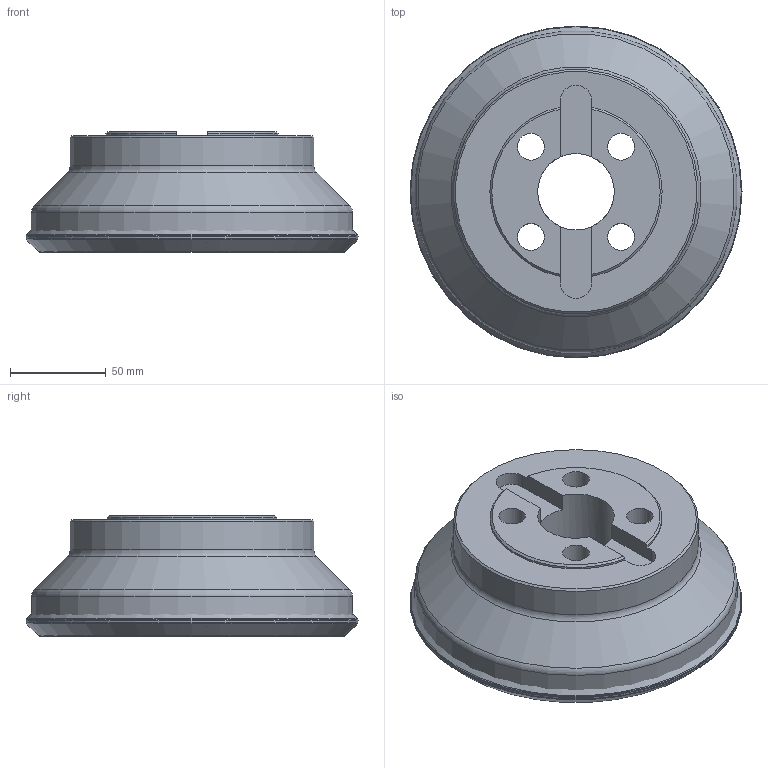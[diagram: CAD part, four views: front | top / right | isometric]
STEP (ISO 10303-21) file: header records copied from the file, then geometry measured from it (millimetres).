
FILE_DESCRIPTION(/* description */ (''),/* implementation_level */ '2;1');
FILE_NAME(/* name */ '160C10R_S45SN12Z_115009138ndi000_00_SIM.stp',/* time_stamp */ '2020-01-17T08:23:00+01:00',/* author */ (''),/* organization */ (''),/* preprocessor_version */ 'ST-DEVELOPER v16.7',/* originating_system */ 'SIEMENS PLM Software NX 12.0',/* authorisation */ '');
FILE_SCHEMA (('AUTOMOTIVE_DESIGN { 1 0 10303 214 3 1 1 1 }'));
Length unit declared in the file: millimetre
Products named in the file (1): wq704CC4E0FA8pcr
Bounding box: 173.52 x 173.52 x 63.05 mm (x, y, z)
Volume: 825162.5 mm3; surface area: 103397.1 mm2
Topology: 2 solids, 2 shells, 69 faces, 168 edges, 103 vertices
Faces by surface type: cylinder 19, revolution 18, plane 16, cone 9, torus 7
Full cylindrical faces by diameter (mm): 14 x4, 20 x4, 40 x1, 128 x1, 168.6 x1
Entity records: 1895 total; most frequent: CARTESIAN_POINT 398, DIRECTION 312, ORIENTED_EDGE 230, AXIS2_PLACEMENT_3D 131, EDGE_LOOP 124, EDGE_CURVE 115, FACE_BOUND 108, VERTEX_POINT 93
